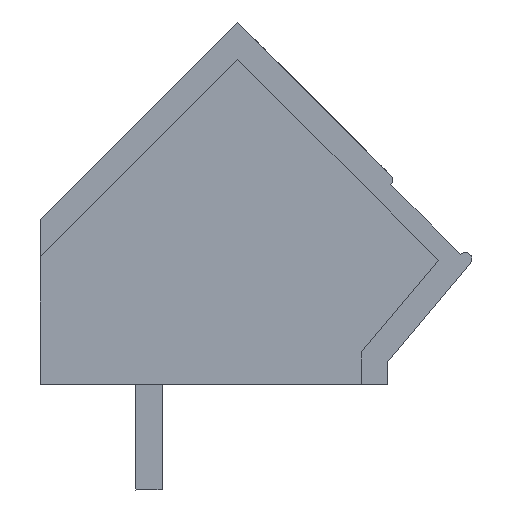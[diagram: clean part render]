
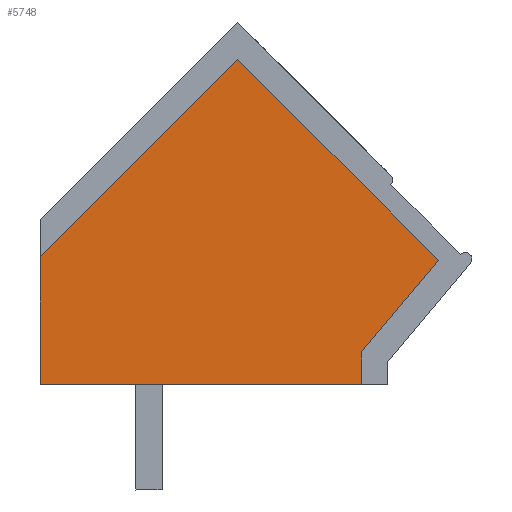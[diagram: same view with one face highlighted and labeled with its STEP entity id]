
A CAD part, left-side view. The second image highlights one B-rep face of the part: STEP entity #5748.
In plain terms, the highlighted planar face has unit normal (-1, 0, 0).
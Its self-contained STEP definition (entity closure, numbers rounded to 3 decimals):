
#5738=AXIS2_PLACEMENT_3D('Plane Axis2P3D',#5735,#5736,#5737) ;
#678=CARTESIAN_POINT('Vertex',(0.3,3.346,3.2)) ;
#681=CARTESIAN_POINT('Line Origine',(0.3,8.223,3.2)) ;
#685=CARTESIAN_POINT('Vertex',(0.3,13.1,3.2)) ;
#2718=CARTESIAN_POINT('Line Origine',(0.3,13.1,5.139)) ;
#2722=CARTESIAN_POINT('Vertex',(0.3,13.1,7.078)) ;
#2800=CARTESIAN_POINT('Line Origine',(0.3,10.105,10.073)) ;
#2804=CARTESIAN_POINT('Vertex',(0.3,7.11,13.069)) ;
#2825=CARTESIAN_POINT('Line Origine',(0.3,4.061,10.02)) ;
#2829=CARTESIAN_POINT('Vertex',(0.3,1.013,6.972)) ;
#2850=CARTESIAN_POINT('Line Origine',(0.3,2.18,5.582)) ;
#2854=CARTESIAN_POINT('Vertex',(0.3,3.346,4.191)) ;
#2875=CARTESIAN_POINT('Line Origine',(0.3,3.346,3.696)) ;
#5735=CARTESIAN_POINT('Axis2P3D Location',(0.3,4.168,11.258)) ;
#682=DIRECTION('Vector Direction',(0.,-1.,0.)) ;
#2719=DIRECTION('Vector Direction',(0.,0.,-1.)) ;
#2801=DIRECTION('Vector Direction',(0.,-0.707,0.707)) ;
#2826=DIRECTION('Vector Direction',(0.,-0.707,-0.707)) ;
#2851=DIRECTION('Vector Direction',(0.,0.643,-0.766)) ;
#2876=DIRECTION('Vector Direction',(0.,0.,-1.)) ;
#5736=DIRECTION('Axis2P3D Direction',(-1.,-0.,0.)) ;
#5737=DIRECTION('Axis2P3D XDirection',(0.,-0.707,-0.707)) ;
#683=VECTOR('Line Direction',#682,1.) ;
#2720=VECTOR('Line Direction',#2719,1.) ;
#2802=VECTOR('Line Direction',#2801,1.) ;
#2827=VECTOR('Line Direction',#2826,1.) ;
#2852=VECTOR('Line Direction',#2851,1.) ;
#2877=VECTOR('Line Direction',#2876,1.) ;
#5741=ORIENTED_EDGE('',*,*,#2806,.F.) ;
#5742=ORIENTED_EDGE('',*,*,#2724,.T.) ;
#5743=ORIENTED_EDGE('',*,*,#687,.T.) ;
#5744=ORIENTED_EDGE('',*,*,#2879,.F.) ;
#5745=ORIENTED_EDGE('',*,*,#2856,.F.) ;
#5746=ORIENTED_EDGE('',*,*,#2831,.F.) ;
#5748=ADVANCED_FACE('HOUSING',(#5747),#5739,.T.) ;
#687=EDGE_CURVE('',#686,#679,#684,.T.) ;
#2724=EDGE_CURVE('',#2723,#686,#2721,.T.) ;
#2806=EDGE_CURVE('',#2723,#2805,#2803,.T.) ;
#2831=EDGE_CURVE('',#2805,#2830,#2828,.T.) ;
#2856=EDGE_CURVE('',#2830,#2855,#2853,.T.) ;
#2879=EDGE_CURVE('',#2855,#679,#2878,.T.) ;
#5740=EDGE_LOOP('',(#5741,#5742,#5743,#5744,#5745,#5746)) ;
#5747=FACE_OUTER_BOUND('',#5740,.T.) ;
#684=LINE('Line',#681,#683) ;
#2721=LINE('Line',#2718,#2720) ;
#2803=LINE('Line',#2800,#2802) ;
#2828=LINE('Line',#2825,#2827) ;
#2853=LINE('Line',#2850,#2852) ;
#2878=LINE('Line',#2875,#2877) ;
#5739=PLANE('',#5738) ;
#679=VERTEX_POINT('',#678) ;
#686=VERTEX_POINT('',#685) ;
#2723=VERTEX_POINT('',#2722) ;
#2805=VERTEX_POINT('',#2804) ;
#2830=VERTEX_POINT('',#2829) ;
#2855=VERTEX_POINT('',#2854) ;
